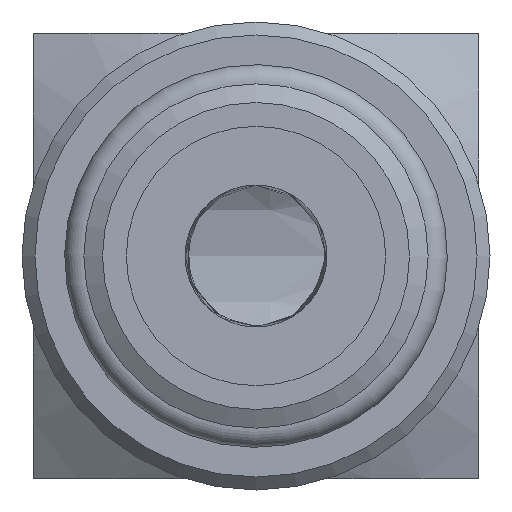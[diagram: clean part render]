
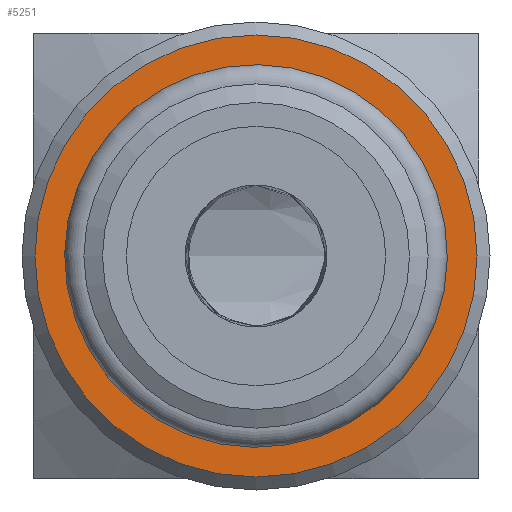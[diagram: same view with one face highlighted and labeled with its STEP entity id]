
A CAD part, left-side view. The second image highlights one B-rep face of the part: STEP entity #5251.
In plain terms, the highlighted face is planar.
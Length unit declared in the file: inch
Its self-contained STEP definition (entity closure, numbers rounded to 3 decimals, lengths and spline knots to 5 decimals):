
#5217=CARTESIAN_POINT('',(0.682,0.05,0.0));
#5218=VERTEX_POINT('',#5217);
#5219=CARTESIAN_POINT('',(0.0,0.05,0.0));
#5220=DIRECTION('',(0.0,-1.0,0.0));
#5221=DIRECTION('',(-1.0,0.0,0.0));
#5222=AXIS2_PLACEMENT_3D('',#5219,#5220,#5221);
#5223=CIRCLE('',#5222,0.682);
#5224=EDGE_CURVE('',#5218,#5218,#5223,.T.);
#5232=CARTESIAN_POINT('',(0.0,0.05,0.0));
#5233=DIRECTION('',(0.0,-1.0,0.0));
#5234=DIRECTION('',(0.0,0.0,-1.0));
#5235=AXIS2_PLACEMENT_3D('',#5232,#5233,#5234);
#5236=PLANE('',#5235);
#5237=ORIENTED_EDGE('',*,*,#5224,.F.);
#5238=EDGE_LOOP('',(#5237));
#5239=FACE_OUTER_BOUND('',#5238,.T.);
#5240=CARTESIAN_POINT('',(0.40625,0.05,0.0));
#5241=VERTEX_POINT('',#5240);
#5242=CARTESIAN_POINT('',(0.0,0.05,0.0));
#5243=DIRECTION('',(0.0,-1.0,0.0));
#5244=DIRECTION('',(-1.0,0.0,0.0));
#5245=AXIS2_PLACEMENT_3D('',#5242,#5243,#5244);
#5246=CIRCLE('',#5245,0.40625);
#5247=EDGE_CURVE('',#5241,#5241,#5246,.T.);
#5248=ORIENTED_EDGE('',*,*,#5247,.T.);
#5249=EDGE_LOOP('',(#5248));
#5250=FACE_BOUND('',#5249,.T.);
#5251=ADVANCED_FACE('',(#5239,#5250),#5236,.F.);
